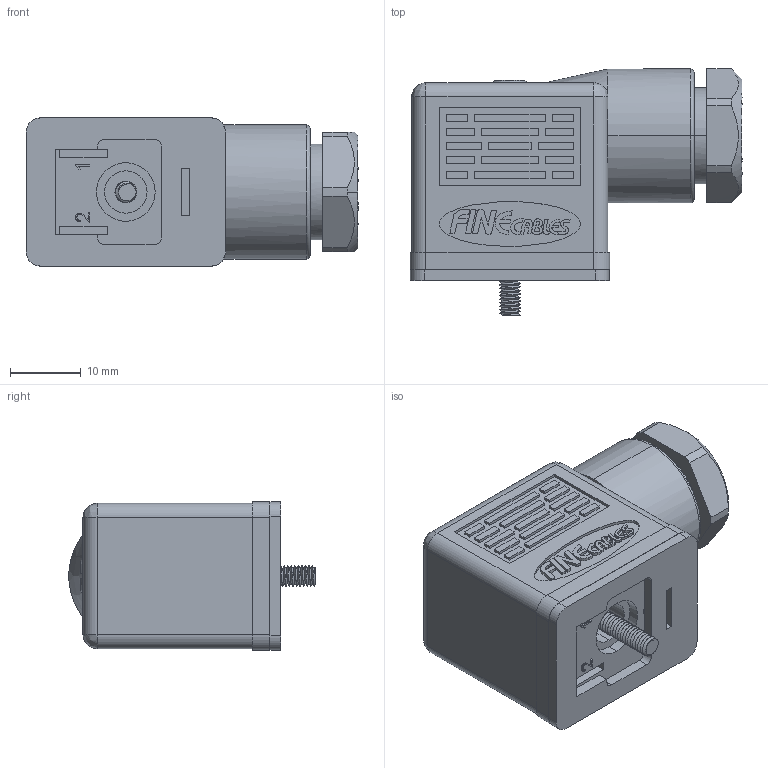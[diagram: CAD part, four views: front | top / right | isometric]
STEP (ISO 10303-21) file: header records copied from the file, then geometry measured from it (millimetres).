
FILE_DESCRIPTION (( 'STEP AP203' ), '1' );
FILE_NAME ('P439.STEP', '2020-04-16T01:42:43', ( 'edpusr' ), ( 'Microsoft' ), 'SwSTEP 2.0', 'SolidWorks 2015', '' );
FILE_SCHEMA (( 'CONFIG_CONTROL_DESIGN' ));
Length unit declared in the file: millimetre
Products named in the file (1): P439
Bounding box: 47.05 x 34.9 x 21.1 mm (x, y, z)
Volume: 18415.2 mm3; surface area: 8824.2 mm2
Topology: 4 solids, 5 shells, 882 faces, 2416 edges, 1631 vertices
Faces by surface type: plane 504, cylinder 291, bspline 82, cone 5
Entity records: 36365 total; most frequent: CARTESIAN_POINT 15054, ORIENTED_EDGE 4824, DIRECTION 3657, EDGE_CURVE 2412, VERTEX_POINT 1631, VECTOR 1515, LINE 1515, AXIS2_PLACEMENT_3D 1071
